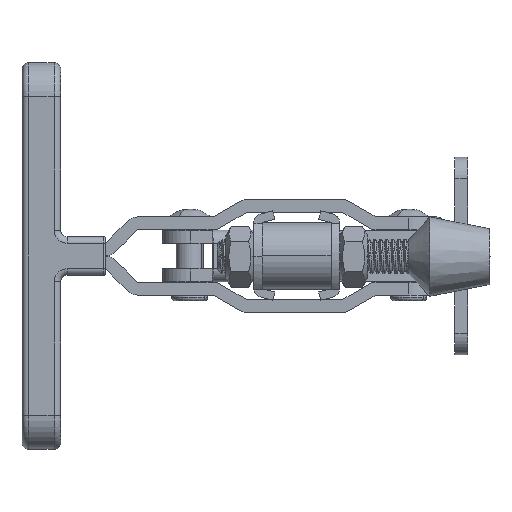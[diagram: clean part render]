
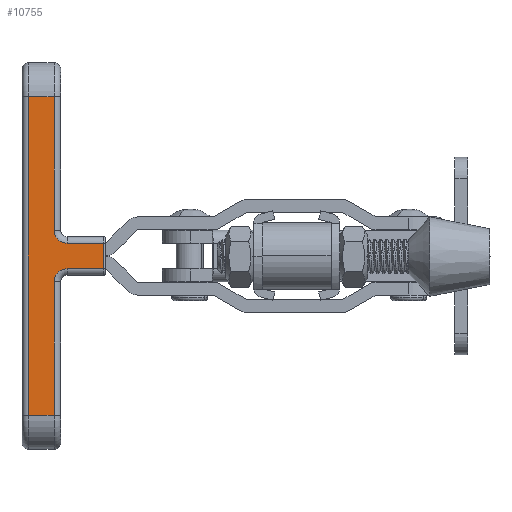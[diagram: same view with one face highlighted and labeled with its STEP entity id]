
A CAD part, left-side view. The second image highlights one B-rep face of the part: STEP entity #10755.
In plain terms, the highlighted face is planar.
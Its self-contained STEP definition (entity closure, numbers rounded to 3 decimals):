
#56 = VERTEX_POINT ( 'NONE', #18672 ) ;
#215 = EDGE_LOOP ( 'NONE', ( #12091, #26935, #7559, #30641, #7591, #29870, #10331, #22158, #22517, #29497 ) ) ;
#487 = VERTEX_POINT ( 'NONE', #22171 ) ;
#605 = CARTESIAN_POINT ( 'NONE',  ( 3., -37.1, -1.5 ) ) ;
#831 = CIRCLE ( 'NONE', #19709, 3. ) ;
#1298 = LINE ( 'NONE', #4372, #7504 ) ;
#1495 = CARTESIAN_POINT ( 'NONE',  ( -3., 37.1, -1.5 ) ) ;
#1611 = VECTOR ( 'NONE', #12248, 1000. ) ;
#2118 = DIRECTION ( 'NONE',  ( -1., 0., 0. ) ) ;
#2219 = VERTEX_POINT ( 'NONE', #14120 ) ;
#2328 = DIRECTION ( 'NONE',  ( 1., 0., 0. ) ) ;
#2665 = AXIS2_PLACEMENT_3D ( 'NONE', #23413, #12776, #31462 ) ;
#4372 = CARTESIAN_POINT ( 'NONE',  ( 3., 37.1, -1.5 ) ) ;
#5713 = CARTESIAN_POINT ( 'NONE',  ( 6., -6., -1.5 ) ) ;
#6648 = VERTEX_POINT ( 'NONE', #26175 ) ;
#7504 = VECTOR ( 'NONE', #25723, 1000. ) ;
#7550 = CARTESIAN_POINT ( 'NONE',  ( -4.5, 37.1, -1.5 ) ) ;
#7559 = ORIENTED_EDGE ( 'NONE', *, *, #33719, .T. ) ;
#7591 = ORIENTED_EDGE ( 'NONE', *, *, #28667, .T. ) ;
#7912 = CARTESIAN_POINT ( 'NONE',  ( 15., 3., -1.5 ) ) ;
#7978 = LINE ( 'NONE', #19427, #27637 ) ;
#8125 = VERTEX_POINT ( 'NONE', #33865 ) ;
#8380 = DIRECTION ( 'NONE',  ( 0., -1., 0. ) ) ;
#8510 = DIRECTION ( 'NONE',  ( 0., 1., 0. ) ) ;
#8538 = CIRCLE ( 'NONE', #29512, 3. ) ;
#8644 = LINE ( 'NONE', #9556, #1611 ) ;
#9556 = CARTESIAN_POINT ( 'NONE',  ( 14.5, 37.1, -1.5 ) ) ;
#9870 = EDGE_CURVE ( 'NONE', #20937, #19940, #13003, .T. ) ;
#10126 = CARTESIAN_POINT ( 'NONE',  ( 4.5, -3., -1.5 ) ) ;
#10331 = ORIENTED_EDGE ( 'NONE', *, *, #27263, .T. ) ;
#10755 = ADVANCED_FACE ( 'NONE', ( #15888 ), #28775, .F. ) ;
#11188 = EDGE_CURVE ( 'NONE', #56, #8125, #1298, .T. ) ;
#11545 = DIRECTION ( 'NONE',  ( 0., 0., -1. ) ) ;
#12051 = LINE ( 'NONE', #7550, #25439 ) ;
#12091 = ORIENTED_EDGE ( 'NONE', *, *, #33861, .T. ) ;
#12248 = DIRECTION ( 'NONE',  ( 0., -1., 0. ) ) ;
#12312 = EDGE_CURVE ( 'NONE', #2219, #487, #831, .T. ) ;
#12776 = DIRECTION ( 'NONE',  ( 0., 0., 1. ) ) ;
#13003 = LINE ( 'NONE', #14793, #33478 ) ;
#13780 = EDGE_CURVE ( 'NONE', #6648, #23981, #8644, .T. ) ;
#14029 = EDGE_CURVE ( 'NONE', #20717, #56, #12051, .T. ) ;
#14120 = CARTESIAN_POINT ( 'NONE',  ( 3., -6., -1.5 ) ) ;
#14186 = LINE ( 'NONE', #10126, #21301 ) ;
#14793 = CARTESIAN_POINT ( 'NONE',  ( -4.5, -37.1, -1.5 ) ) ;
#15888 = FACE_OUTER_BOUND ( 'NONE', #215, .T. ) ;
#16463 = CARTESIAN_POINT ( 'NONE',  ( -3., 37.1, -1.5 ) ) ;
#16473 = CARTESIAN_POINT ( 'NONE',  ( -3., -37.1, -1.5 ) ) ;
#17090 = VECTOR ( 'NONE', #23920, 1000. ) ;
#17370 = DIRECTION ( 'NONE',  ( 1., 0., 0. ) ) ;
#17943 = LINE ( 'NONE', #7912, #17090 ) ;
#18672 = CARTESIAN_POINT ( 'NONE',  ( 3., 37.1, -1.5 ) ) ;
#19427 = CARTESIAN_POINT ( 'NONE',  ( 3., 37.1, -1.5 ) ) ;
#19709 = AXIS2_PLACEMENT_3D ( 'NONE', #5713, #24406, #8380 ) ;
#19940 = VERTEX_POINT ( 'NONE', #605 ) ;
#20717 = VERTEX_POINT ( 'NONE', #1495 ) ;
#20937 = VERTEX_POINT ( 'NONE', #16473 ) ;
#21301 = VECTOR ( 'NONE', #2118, 1000. ) ;
#21640 = CARTESIAN_POINT ( 'NONE',  ( 6., 3., -1.5 ) ) ;
#21989 = DIRECTION ( 'NONE',  ( 0., -1., 0. ) ) ;
#22091 = CARTESIAN_POINT ( 'NONE',  ( 14.5, -3., -1.5 ) ) ;
#22158 = ORIENTED_EDGE ( 'NONE', *, *, #14029, .T. ) ;
#22171 = CARTESIAN_POINT ( 'NONE',  ( 6., -3., -1.5 ) ) ;
#22517 = ORIENTED_EDGE ( 'NONE', *, *, #11188, .T. ) ;
#23413 = CARTESIAN_POINT ( 'NONE',  ( -4.5, 37.1, -1.5 ) ) ;
#23920 = DIRECTION ( 'NONE',  ( 1., 0., 0. ) ) ;
#23981 = VERTEX_POINT ( 'NONE', #22091 ) ;
#23993 = EDGE_CURVE ( 'NONE', #27225, #8125, #8538, .T. ) ;
#24349 = LINE ( 'NONE', #16463, #31448 ) ;
#24406 = DIRECTION ( 'NONE',  ( 0., 0., -1. ) ) ;
#25439 = VECTOR ( 'NONE', #2328, 1000. ) ;
#25723 = DIRECTION ( 'NONE',  ( 0., -1., 0. ) ) ;
#26175 = CARTESIAN_POINT ( 'NONE',  ( 14.5, 3., -1.5 ) ) ;
#26935 = ORIENTED_EDGE ( 'NONE', *, *, #13780, .T. ) ;
#27225 = VERTEX_POINT ( 'NONE', #21640 ) ;
#27263 = EDGE_CURVE ( 'NONE', #20937, #20717, #24349, .T. ) ;
#27574 = CARTESIAN_POINT ( 'NONE',  ( 6., 6., -1.5 ) ) ;
#27637 = VECTOR ( 'NONE', #21989, 1000. ) ;
#28667 = EDGE_CURVE ( 'NONE', #2219, #19940, #7978, .T. ) ;
#28775 = PLANE ( 'NONE',  #2665 ) ;
#29497 = ORIENTED_EDGE ( 'NONE', *, *, #23993, .F. ) ;
#29512 = AXIS2_PLACEMENT_3D ( 'NONE', #27574, #11545, #30238 ) ;
#29870 = ORIENTED_EDGE ( 'NONE', *, *, #9870, .F. ) ;
#30238 = DIRECTION ( 'NONE',  ( 0., -1., 0. ) ) ;
#30641 = ORIENTED_EDGE ( 'NONE', *, *, #12312, .F. ) ;
#31448 = VECTOR ( 'NONE', #8510, 1000. ) ;
#31462 = DIRECTION ( 'NONE',  ( 0., -1., 0. ) ) ;
#33478 = VECTOR ( 'NONE', #17370, 1000. ) ;
#33719 = EDGE_CURVE ( 'NONE', #23981, #487, #14186, .T. ) ;
#33861 = EDGE_CURVE ( 'NONE', #27225, #6648, #17943, .T. ) ;
#33865 = CARTESIAN_POINT ( 'NONE',  ( 3., 6., -1.5 ) ) ;
